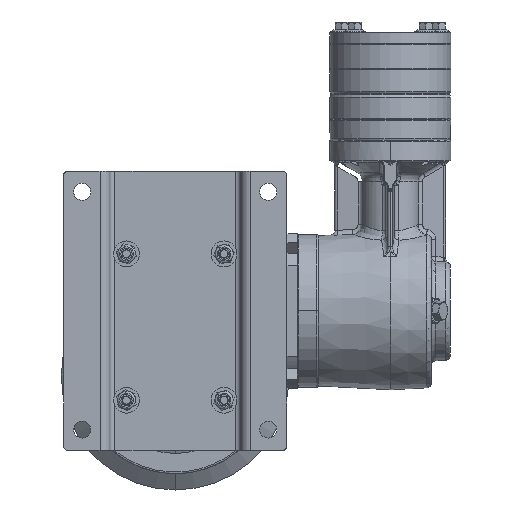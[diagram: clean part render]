
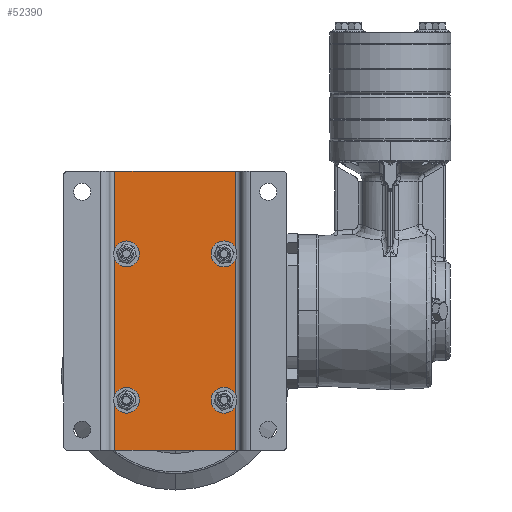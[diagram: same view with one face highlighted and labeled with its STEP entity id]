
A CAD part, front view. The second image highlights one B-rep face of the part: STEP entity #52390.
In plain terms, the highlighted planar face has unit normal (0, -1, 0).
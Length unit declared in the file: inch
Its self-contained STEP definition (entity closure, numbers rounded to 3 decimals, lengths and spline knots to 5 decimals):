
#347 = ORIENTED_EDGE ( 'NONE', *, *, #10042, .F. ) ;
#368 = AXIS2_PLACEMENT_3D ( 'NONE', #70415, #20898, #78670 ) ;
#672 = CARTESIAN_POINT ( 'NONE',  ( -6.37876, -2.0885, -2.01984 ) ) ;
#1281 = VECTOR ( 'NONE', #48492, 39.37008 ) ;
#2171 = EDGE_LOOP ( 'NONE', ( #4297, #83651 ) ) ;
#2350 = FACE_BOUND ( 'NONE', #105243, .T. ) ;
#2898 = DIRECTION ( 'NONE',  ( -1., 0., 0. ) ) ;
#3169 = DIRECTION ( 'NONE',  ( 0., -1., 0. ) ) ;
#3274 = VERTEX_POINT ( 'NONE', #31267 ) ;
#3327 = EDGE_CURVE ( 'NONE', #79839, #24523, #69894, .T. ) ;
#4297 = ORIENTED_EDGE ( 'NONE', *, *, #89083, .F. ) ;
#5880 = CARTESIAN_POINT ( 'NONE',  ( -4.01876, -2.0885, -2.15984 ) ) ;
#7731 = DIRECTION ( 'NONE',  ( 0., 0., -1. ) ) ;
#8031 = VERTEX_POINT ( 'NONE', #52173 ) ;
#10042 = EDGE_CURVE ( 'NONE', #46321, #90388, #63225, .T. ) ;
#10073 = CIRCLE ( 'NONE', #82757, 0.14 ) ;
#11161 = EDGE_CURVE ( 'NONE', #90388, #46321, #25137, .T. ) ;
#14196 = DIRECTION ( 'NONE',  ( 0., 0., -1. ) ) ;
#15198 = CARTESIAN_POINT ( 'NONE',  ( -4.01876, -2.0885, 1.38016 ) ) ;
#16160 = CARTESIAN_POINT ( 'NONE',  ( -6.37876, -2.0885, -2.29984 ) ) ;
#16561 = CIRCLE ( 'NONE', #70805, 0.14 ) ;
#17402 = VECTOR ( 'NONE', #2898, 39.37008 ) ;
#19211 = DIRECTION ( 'NONE',  ( 0., -1., 0. ) ) ;
#19360 = CARTESIAN_POINT ( 'NONE',  ( -3.61876, -2.0885, -3.36984 ) ) ;
#20898 = DIRECTION ( 'NONE',  ( 0., -1., 0. ) ) ;
#21718 = FACE_OUTER_BOUND ( 'NONE', #43067, .T. ) ;
#22397 = VERTEX_POINT ( 'NONE', #25628 ) ;
#23452 = DIRECTION ( 'NONE',  ( 0., 0., -1. ) ) ;
#24339 = FACE_BOUND ( 'NONE', #62164, .T. ) ;
#24467 = EDGE_LOOP ( 'NONE', ( #101927, #52162 ) ) ;
#24478 = EDGE_CURVE ( 'NONE', #37166, #88642, #53321, .T. ) ;
#24523 = VERTEX_POINT ( 'NONE', #37608 ) ;
#24962 = EDGE_CURVE ( 'NONE', #39671, #104590, #10073, .T. ) ;
#25137 = CIRCLE ( 'NONE', #46156, 0.14 ) ;
#25555 = LINE ( 'NONE', #78833, #47592 ) ;
#25628 = CARTESIAN_POINT ( 'NONE',  ( -4.01876, -2.0885, -2.29984 ) ) ;
#27699 = DIRECTION ( 'NONE',  ( 0., 0., -1. ) ) ;
#31267 = CARTESIAN_POINT ( 'NONE',  ( -6.65876, -2.0885, 3.38016 ) ) ;
#31434 = AXIS2_PLACEMENT_3D ( 'NONE', #47950, #105537, #56259 ) ;
#31810 = CARTESIAN_POINT ( 'NONE',  ( -6.51876, -2.0885, 1.38016 ) ) ;
#31991 = DIRECTION ( 'NONE',  ( -1., 0., 0. ) ) ;
#33203 = ORIENTED_EDGE ( 'NONE', *, *, #38235, .T. ) ;
#37166 = VERTEX_POINT ( 'NONE', #31810 ) ;
#37608 = CARTESIAN_POINT ( 'NONE',  ( -6.65876, -2.0885, -3.36984 ) ) ;
#37790 = DIRECTION ( 'NONE',  ( 0., 0., 1. ) ) ;
#38235 = EDGE_CURVE ( 'NONE', #3274, #24523, #64692, .T. ) ;
#39410 = LINE ( 'NONE', #52527, #17402 ) ;
#39565 = ORIENTED_EDGE ( 'NONE', *, *, #11161, .F. ) ;
#39671 = VERTEX_POINT ( 'NONE', #48682 ) ;
#43067 = EDGE_LOOP ( 'NONE', ( #71381, #84046, #69591, #33203 ) ) ;
#43433 = AXIS2_PLACEMENT_3D ( 'NONE', #106597, #57275, #7731 ) ;
#43793 = FACE_BOUND ( 'NONE', #24467, .T. ) ;
#44260 = AXIS2_PLACEMENT_3D ( 'NONE', #15198, #72938, #23452 ) ;
#46156 = AXIS2_PLACEMENT_3D ( 'NONE', #98105, #48858, #106457 ) ;
#46321 = VERTEX_POINT ( 'NONE', #672 ) ;
#46370 = FACE_BOUND ( 'NONE', #2171, .T. ) ;
#47592 = VECTOR ( 'NONE', #37790, 39.37008 ) ;
#47950 = CARTESIAN_POINT ( 'NONE',  ( -6.37876, -2.0885, 1.38016 ) ) ;
#47958 = CARTESIAN_POINT ( 'NONE',  ( -3.61876, -2.0885, -3.36984 ) ) ;
#47971 = VECTOR ( 'NONE', #31991, 39.37008 ) ;
#48492 = DIRECTION ( 'NONE',  ( 0., 0., -1. ) ) ;
#48682 = CARTESIAN_POINT ( 'NONE',  ( -4.01876, -2.0885, 1.24016 ) ) ;
#48858 = DIRECTION ( 'NONE',  ( 0., -1., 0. ) ) ;
#49237 = ORIENTED_EDGE ( 'NONE', *, *, #73675, .F. ) ;
#51328 = CIRCLE ( 'NONE', #44260, 0.14 ) ;
#52162 = ORIENTED_EDGE ( 'NONE', *, *, #24478, .F. ) ;
#52173 = CARTESIAN_POINT ( 'NONE',  ( -4.01876, -2.0885, -2.01984 ) ) ;
#52390 = ADVANCED_FACE ( 'NONE', ( #2350, #46370, #24339, #43793, #21718 ), #85025, .F. ) ;
#52527 = CARTESIAN_POINT ( 'NONE',  ( -3.61876, -2.0885, 3.38016 ) ) ;
#52782 = CARTESIAN_POINT ( 'NONE',  ( -4.01876, -2.0885, -2.15984 ) ) ;
#53321 = CIRCLE ( 'NONE', #368, 0.14 ) ;
#56259 = DIRECTION ( 'NONE',  ( 0., 0., -1. ) ) ;
#57275 = DIRECTION ( 'NONE',  ( 0., -1., 0. ) ) ;
#59210 = VERTEX_POINT ( 'NONE', #87159 ) ;
#59699 = CIRCLE ( 'NONE', #31434, 0.14 ) ;
#61072 = DIRECTION ( 'NONE',  ( 0., 0., -1. ) ) ;
#62164 = EDGE_LOOP ( 'NONE', ( #39565, #347 ) ) ;
#63225 = CIRCLE ( 'NONE', #43433, 0.14 ) ;
#63726 = DIRECTION ( 'NONE',  ( 0., -1., 0. ) ) ;
#63858 = CARTESIAN_POINT ( 'NONE',  ( -6.23876, -2.0885, 1.38016 ) ) ;
#64692 = LINE ( 'NONE', #98114, #1281 ) ;
#68045 = ORIENTED_EDGE ( 'NONE', *, *, #24962, .F. ) ;
#68738 = CARTESIAN_POINT ( 'NONE',  ( -4.01876, -2.0885, 1.38016 ) ) ;
#69591 = ORIENTED_EDGE ( 'NONE', *, *, #98656, .T. ) ;
#69894 = LINE ( 'NONE', #47958, #47971 ) ;
#70415 = CARTESIAN_POINT ( 'NONE',  ( -6.37876, -2.0885, 1.38016 ) ) ;
#70651 = AXIS2_PLACEMENT_3D ( 'NONE', #52782, #3169, #61072 ) ;
#70805 = AXIS2_PLACEMENT_3D ( 'NONE', #5880, #63726, #14196 ) ;
#71381 = ORIENTED_EDGE ( 'NONE', *, *, #3327, .F. ) ;
#72938 = DIRECTION ( 'NONE',  ( 0., -1., 0. ) ) ;
#73675 = EDGE_CURVE ( 'NONE', #104590, #39671, #51328, .T. ) ;
#76972 = DIRECTION ( 'NONE',  ( 0., 0., -1. ) ) ;
#77133 = DIRECTION ( 'NONE',  ( 0., 1., 0. ) ) ;
#78670 = DIRECTION ( 'NONE',  ( 0., 0., -1. ) ) ;
#78833 = CARTESIAN_POINT ( 'NONE',  ( -3.73876, -2.0885, 3.38016 ) ) ;
#79839 = VERTEX_POINT ( 'NONE', #81478 ) ;
#81478 = CARTESIAN_POINT ( 'NONE',  ( -3.73876, -2.0885, -3.36984 ) ) ;
#82757 = AXIS2_PLACEMENT_3D ( 'NONE', #68738, #19211, #76972 ) ;
#83651 = ORIENTED_EDGE ( 'NONE', *, *, #99045, .F. ) ;
#83936 = AXIS2_PLACEMENT_3D ( 'NONE', #19360, #77133, #27699 ) ;
#84046 = ORIENTED_EDGE ( 'NONE', *, *, #92828, .T. ) ;
#85025 = PLANE ( 'NONE',  #83936 ) ;
#87159 = CARTESIAN_POINT ( 'NONE',  ( -3.73876, -2.0885, 3.38016 ) ) ;
#88642 = VERTEX_POINT ( 'NONE', #63858 ) ;
#89083 = EDGE_CURVE ( 'NONE', #22397, #8031, #16561, .T. ) ;
#90388 = VERTEX_POINT ( 'NONE', #16160 ) ;
#92828 = EDGE_CURVE ( 'NONE', #79839, #59210, #25555, .T. ) ;
#93846 = CARTESIAN_POINT ( 'NONE',  ( -4.01876, -2.0885, 1.52016 ) ) ;
#97173 = CIRCLE ( 'NONE', #70651, 0.14 ) ;
#98105 = CARTESIAN_POINT ( 'NONE',  ( -6.37876, -2.0885, -2.15984 ) ) ;
#98114 = CARTESIAN_POINT ( 'NONE',  ( -6.65876, -2.0885, -3.36984 ) ) ;
#98656 = EDGE_CURVE ( 'NONE', #59210, #3274, #39410, .T. ) ;
#99045 = EDGE_CURVE ( 'NONE', #8031, #22397, #97173, .T. ) ;
#101927 = ORIENTED_EDGE ( 'NONE', *, *, #106310, .F. ) ;
#104590 = VERTEX_POINT ( 'NONE', #93846 ) ;
#105243 = EDGE_LOOP ( 'NONE', ( #68045, #49237 ) ) ;
#105537 = DIRECTION ( 'NONE',  ( 0., -1., 0. ) ) ;
#106310 = EDGE_CURVE ( 'NONE', #88642, #37166, #59699, .T. ) ;
#106457 = DIRECTION ( 'NONE',  ( 0., 0., -1. ) ) ;
#106597 = CARTESIAN_POINT ( 'NONE',  ( -6.37876, -2.0885, -2.15984 ) ) ;
